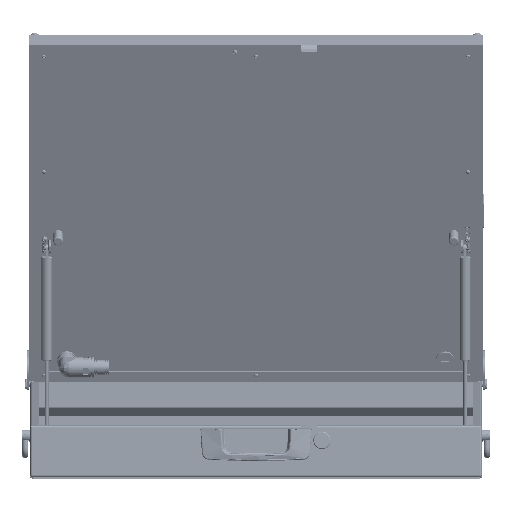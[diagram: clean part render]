
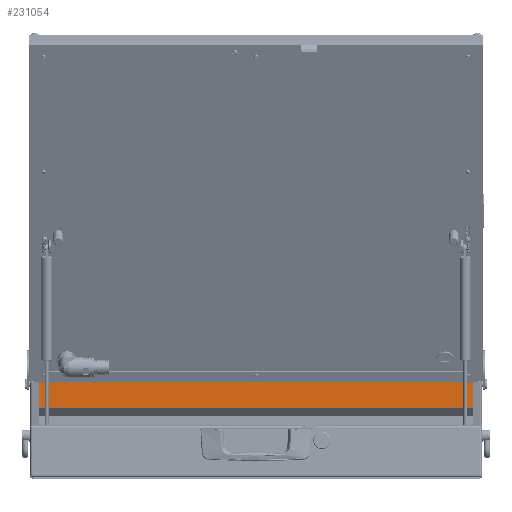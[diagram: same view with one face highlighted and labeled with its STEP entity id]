
A CAD part, top view. The second image highlights one B-rep face of the part: STEP entity #231054.
In plain terms, the highlighted planar face has unit normal (0, 0, 1).
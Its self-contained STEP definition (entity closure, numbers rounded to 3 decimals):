
#988 = VERTEX_POINT ( 'NONE', #117369 ) ;
#5294 = VECTOR ( 'NONE', #182795, 1000. ) ;
#18527 = DIRECTION ( 'NONE',  ( 0., -1., 0. ) ) ;
#22782 = DIRECTION ( 'NONE',  ( -1., 0., 0. ) ) ;
#29426 = ORIENTED_EDGE ( 'NONE', *, *, #84163, .T. ) ;
#29646 = ORIENTED_EDGE ( 'NONE', *, *, #175367, .T. ) ;
#32887 = EDGE_LOOP ( 'NONE', ( #29646, #147160, #175029, #232898, #29426, #95029 ) ) ;
#35037 = VECTOR ( 'NONE', #91968, 1000. ) ;
#40262 = CARTESIAN_POINT ( 'NONE',  ( -323., 138.404, -255. ) ) ;
#44483 = CARTESIAN_POINT ( 'NONE',  ( -323., 138.404, -255. ) ) ;
#48202 = FACE_OUTER_BOUND ( 'NONE', #32887, .T. ) ;
#54429 = CARTESIAN_POINT ( 'NONE',  ( -323., 138.404, -255. ) ) ;
#59936 = CARTESIAN_POINT ( 'NONE',  ( 323., 138.404, -255. ) ) ;
#67980 = CARTESIAN_POINT ( 'NONE',  ( 323., 138.404, -255. ) ) ;
#71603 = VECTOR ( 'NONE', #238680, 1000. ) ;
#84027 = CARTESIAN_POINT ( 'NONE',  ( 323., 102.414, -255. ) ) ;
#84163 = EDGE_CURVE ( 'NONE', #137046, #200660, #137743, .T. ) ;
#86543 = DIRECTION ( 'NONE',  ( 0., 0., -1. ) ) ;
#90527 = VECTOR ( 'NONE', #18527, 1000. ) ;
#91968 = DIRECTION ( 'NONE',  ( 0., -1., 0. ) ) ;
#95029 = ORIENTED_EDGE ( 'NONE', *, *, #163270, .T. ) ;
#98224 = LINE ( 'NONE', #137719, #71603 ) ;
#100762 = CARTESIAN_POINT ( 'NONE',  ( 323., 138.404, -255. ) ) ;
#103874 = PLANE ( 'NONE',  #121971 ) ;
#110210 = EDGE_CURVE ( 'NONE', #153284, #150060, #238408, .T. ) ;
#113198 = DIRECTION ( 'NONE',  ( 0., -1., 0. ) ) ;
#115054 = CARTESIAN_POINT ( 'NONE',  ( 323., 138.404, -255. ) ) ;
#117369 = CARTESIAN_POINT ( 'NONE',  ( 323., 138.158, -255. ) ) ;
#121752 = VECTOR ( 'NONE', #113198, 1000. ) ;
#121971 = AXIS2_PLACEMENT_3D ( 'NONE', #67980, #86543, #179300 ) ;
#130102 = CARTESIAN_POINT ( 'NONE',  ( 323., 102.414, -255. ) ) ;
#134177 = LINE ( 'NONE', #40262, #121752 ) ;
#137046 = VERTEX_POINT ( 'NONE', #100762 ) ;
#137719 = CARTESIAN_POINT ( 'NONE',  ( 323., 140., -255. ) ) ;
#137743 = LINE ( 'NONE', #59936, #221704 ) ;
#147160 = ORIENTED_EDGE ( 'NONE', *, *, #110210, .T. ) ;
#150060 = VERTEX_POINT ( 'NONE', #130102 ) ;
#153284 = VERTEX_POINT ( 'NONE', #188626 ) ;
#163270 = EDGE_CURVE ( 'NONE', #200660, #176893, #171866, .T. ) ;
#166966 = EDGE_CURVE ( 'NONE', #988, #150060, #98224, .T. ) ;
#167349 = LINE ( 'NONE', #115054, #35037 ) ;
#171866 = LINE ( 'NONE', #54429, #90527 ) ;
#175029 = ORIENTED_EDGE ( 'NONE', *, *, #166966, .F. ) ;
#175367 = EDGE_CURVE ( 'NONE', #176893, #153284, #134177, .T. ) ;
#176893 = VERTEX_POINT ( 'NONE', #219892 ) ;
#179300 = DIRECTION ( 'NONE',  ( -1., 0., 0. ) ) ;
#182795 = DIRECTION ( 'NONE',  ( 1., 0., 0. ) ) ;
#188626 = CARTESIAN_POINT ( 'NONE',  ( -323., 102.414, -255. ) ) ;
#200660 = VERTEX_POINT ( 'NONE', #44483 ) ;
#219892 = CARTESIAN_POINT ( 'NONE',  ( -323., 138.158, -255. ) ) ;
#221704 = VECTOR ( 'NONE', #22782, 1000. ) ;
#231054 = ADVANCED_FACE ( 'NONE', ( #48202 ), #103874, .F. ) ;
#232898 = ORIENTED_EDGE ( 'NONE', *, *, #243101, .F. ) ;
#238408 = LINE ( 'NONE', #84027, #5294 ) ;
#238680 = DIRECTION ( 'NONE',  ( 0., -1., 0. ) ) ;
#243101 = EDGE_CURVE ( 'NONE', #137046, #988, #167349, .T. ) ;
